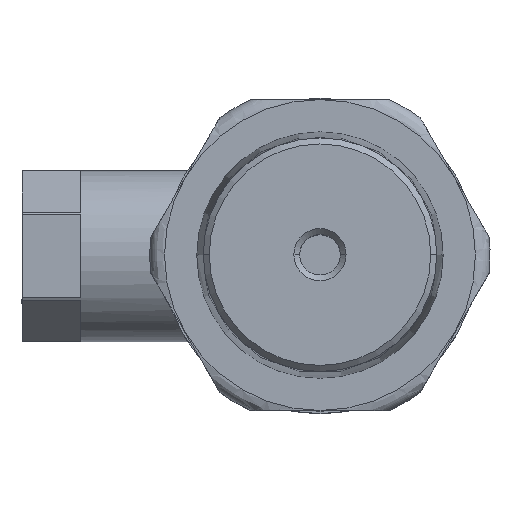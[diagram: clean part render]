
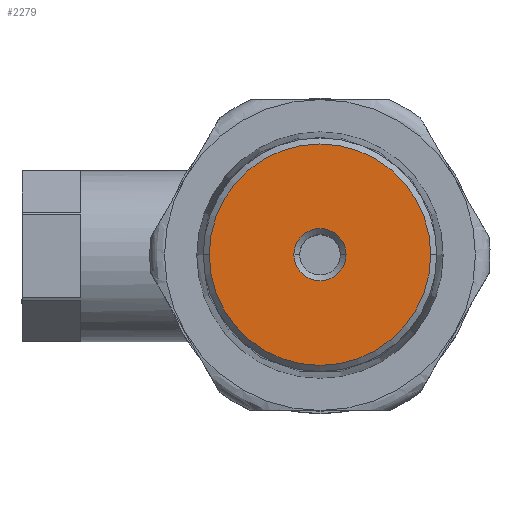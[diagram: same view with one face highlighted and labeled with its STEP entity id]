
A CAD part, top view. The second image highlights one B-rep face of the part: STEP entity #2279.
In plain terms, the highlighted planar face has unit normal (0, 0, 1).
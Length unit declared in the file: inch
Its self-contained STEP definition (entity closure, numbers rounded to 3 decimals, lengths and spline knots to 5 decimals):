
#291=CARTESIAN_POINT('',(-0.089,0.,1.54));
#292=VERTEX_POINT('',#291);
#299=CARTESIAN_POINT('',(0.089,0.,1.54));
#300=VERTEX_POINT('',#299);
#301=CARTESIAN_POINT('',(0.,0.,1.54));
#302=DIRECTION('',(0.0,0.0,1.0));
#303=DIRECTION('',(-1.0,0.0,0.0));
#304=AXIS2_PLACEMENT_3D('',#301,#302,#303);
#305=CIRCLE('',#304,0.089);
#306=EDGE_CURVE('',#292,#300,#305,.T.);
#371=CARTESIAN_POINT('',(-0.3775,0.,1.54));
#372=VERTEX_POINT('',#371);
#379=CARTESIAN_POINT('',(0.3775,0.,1.54));
#380=VERTEX_POINT('',#379);
#381=CARTESIAN_POINT('',(0.,0.,1.54));
#382=DIRECTION('',(0.0,0.0,-1.0));
#383=DIRECTION('',(-1.0,0.0,0.0));
#384=AXIS2_PLACEMENT_3D('',#381,#382,#383);
#385=CIRCLE('',#384,0.3775);
#386=EDGE_CURVE('',#372,#380,#385,.T.);
#2250=CARTESIAN_POINT('',(0.,0.,1.54));
#2251=DIRECTION('',(0.0,0.0,-1.0));
#2252=DIRECTION('',(-1.0,0.0,0.0));
#2253=AXIS2_PLACEMENT_3D('',#2250,#2251,#2252);
#2254=CIRCLE('',#2253,0.3775);
#2255=EDGE_CURVE('',#380,#372,#2254,.T.);
#2260=CARTESIAN_POINT('',(0.12775,0.,1.54));
#2261=DIRECTION('',(0.0,0.0,1.0));
#2262=DIRECTION('',(1.0,0.0,0.0));
#2263=AXIS2_PLACEMENT_3D('',#2260,#2261,#2262);
#2264=PLANE('',#2263);
#2265=ORIENTED_EDGE('',*,*,#2255,.F.);
#2266=ORIENTED_EDGE('',*,*,#386,.F.);
#2267=EDGE_LOOP('',(#2265,#2266));
#2268=FACE_OUTER_BOUND('',#2267,.T.);
#2269=CARTESIAN_POINT('',(0.,0.,1.54));
#2270=DIRECTION('',(0.0,0.0,1.0));
#2271=DIRECTION('',(-1.0,0.0,0.0));
#2272=AXIS2_PLACEMENT_3D('',#2269,#2270,#2271);
#2273=CIRCLE('',#2272,0.089);
#2274=EDGE_CURVE('',#300,#292,#2273,.T.);
#2275=ORIENTED_EDGE('',*,*,#2274,.F.);
#2276=ORIENTED_EDGE('',*,*,#306,.F.);
#2277=EDGE_LOOP('',(#2275,#2276));
#2278=FACE_BOUND('',#2277,.T.);
#2279=ADVANCED_FACE('',(#2268,#2278),#2264,.T.);
